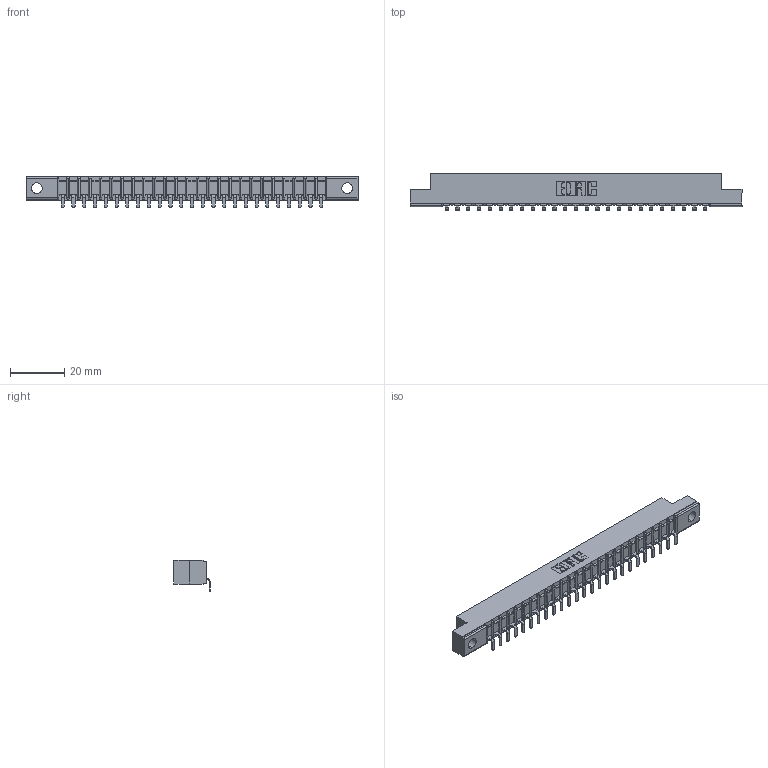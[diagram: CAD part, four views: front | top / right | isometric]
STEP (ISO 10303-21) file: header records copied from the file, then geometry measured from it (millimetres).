
FILE_DESCRIPTION (( 'STEP AP203' ), '1' );
FILE_NAME ('307-025-553-102.STEP', '2018-08-04T13:14:04', ( '' ), ( '' ), 'SwSTEP 2.0', 'SolidWorks 2016', '' );
FILE_SCHEMA (( 'CONFIG_CONTROL_DESIGN' ));
Length unit declared in the file: inch
Products named in the file (3): 307 Part_.128 Dia Mounting Holes; 307-290-002_553; 307-025-553-102
Assembly tree (26 placements, depth 2):
  307-025-553-102
    307 Part_.128 Dia Mounting Holes
    307-290-002_553  x25
Bounding box: 122.07 x 13.32 x 11.51 mm (x, y, z)
Volume: 7972.6 mm3; surface area: 14523.3 mm2
Topology: 26 solids, 26 shells, 2094 faces, 6423 edges, 4210 vertices
Faces by surface type: plane 1245, cylinder 797, sphere 52
Entity records: 24384 total; most frequent: CARTESIAN_POINT 4112, ORIENTED_EDGE 4102, DIRECTION 4003, EDGE_CURVE 2051, VECTOR 1561, LINE 1561, VERTEX_POINT 1330, AXIS2_PLACEMENT_3D 1221
